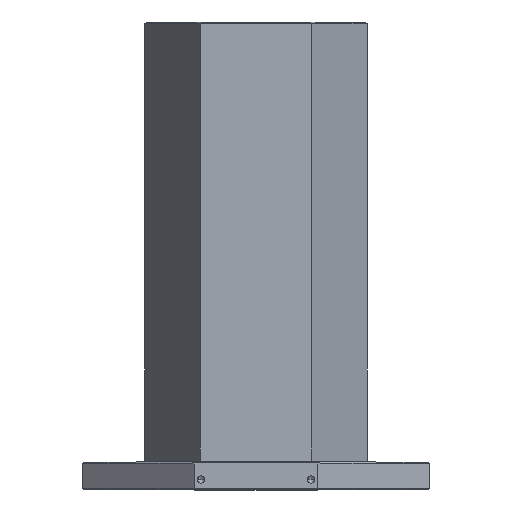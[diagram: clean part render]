
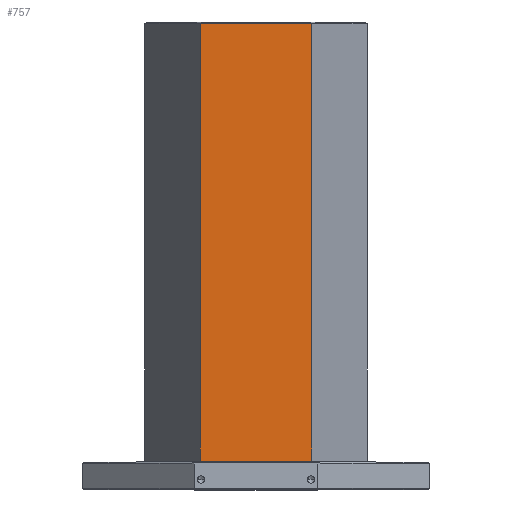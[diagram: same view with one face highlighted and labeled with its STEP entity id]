
A CAD part, top view. The second image highlights one B-rep face of the part: STEP entity #757.
In plain terms, the highlighted planar face has unit normal (0, 0, 1).
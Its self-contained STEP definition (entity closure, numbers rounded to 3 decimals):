
#107 = ORIENTED_EDGE ( 'NONE', *, *, #3198, .F. ) ;
#398 = LINE ( 'NONE', #4457, #1088 ) ;
#445 = CARTESIAN_POINT ( 'NONE',  ( 101.036, 848., 175. ) ) ;
#750 = VECTOR ( 'NONE', #4601, 1000. ) ;
#757 = ADVANCED_FACE ( 'NONE', ( #2203 ), #4741, .F. ) ;
#853 = CARTESIAN_POINT ( 'NONE',  ( 101.036, 2234.634, 175. ) ) ;
#869 = CARTESIAN_POINT ( 'NONE',  ( -101.036, 50., 175. ) ) ;
#1088 = VECTOR ( 'NONE', #4074, 1000. ) ;
#1560 = VECTOR ( 'NONE', #3702, 1000. ) ;
#1795 = VECTOR ( 'NONE', #4569, 1000. ) ;
#1866 = CARTESIAN_POINT ( 'NONE',  ( -101.036, 2234.634, 175. ) ) ;
#1986 = CARTESIAN_POINT ( 'NONE',  ( 101.036, 50., 175. ) ) ;
#1988 = CARTESIAN_POINT ( 'NONE',  ( -101.036, 50., 175. ) ) ;
#2048 = VERTEX_POINT ( 'NONE', #1986 ) ;
#2203 = FACE_OUTER_BOUND ( 'NONE', #4256, .T. ) ;
#2249 = VERTEX_POINT ( 'NONE', #445 ) ;
#2612 = DIRECTION ( 'NONE',  ( -1., 0., 0. ) ) ;
#2686 = DIRECTION ( 'NONE',  ( 0., 0., -1. ) ) ;
#2718 = ORIENTED_EDGE ( 'NONE', *, *, #4193, .T. ) ;
#2730 = ORIENTED_EDGE ( 'NONE', *, *, #5283, .T. ) ;
#2745 = AXIS2_PLACEMENT_3D ( 'NONE', #1866, #2686, #2612 ) ;
#2885 = LINE ( 'NONE', #869, #750 ) ;
#2996 = ORIENTED_EDGE ( 'NONE', *, *, #4959, .T. ) ;
#3198 = EDGE_CURVE ( 'NONE', #2249, #2048, #4914, .T. ) ;
#3379 = VERTEX_POINT ( 'NONE', #1988 ) ;
#3702 = DIRECTION ( 'NONE',  ( 0., -1., 0. ) ) ;
#4074 = DIRECTION ( 'NONE',  ( 0., -1., 0. ) ) ;
#4193 = EDGE_CURVE ( 'NONE', #4981, #3379, #398, .T. ) ;
#4197 = CARTESIAN_POINT ( 'NONE',  ( -101.036, 848., 175. ) ) ;
#4256 = EDGE_LOOP ( 'NONE', ( #107, #2730, #2718, #2996 ) ) ;
#4457 = CARTESIAN_POINT ( 'NONE',  ( -101.036, 2234.634, 175. ) ) ;
#4469 = CARTESIAN_POINT ( 'NONE',  ( -101.036, 848., 175. ) ) ;
#4569 = DIRECTION ( 'NONE',  ( -1., 0., 0. ) ) ;
#4601 = DIRECTION ( 'NONE',  ( 1., 0., 0. ) ) ;
#4741 = PLANE ( 'NONE',  #2745 ) ;
#4871 = LINE ( 'NONE', #4469, #1795 ) ;
#4914 = LINE ( 'NONE', #853, #1560 ) ;
#4959 = EDGE_CURVE ( 'NONE', #3379, #2048, #2885, .T. ) ;
#4981 = VERTEX_POINT ( 'NONE', #4197 ) ;
#5283 = EDGE_CURVE ( 'NONE', #2249, #4981, #4871, .T. ) ;
